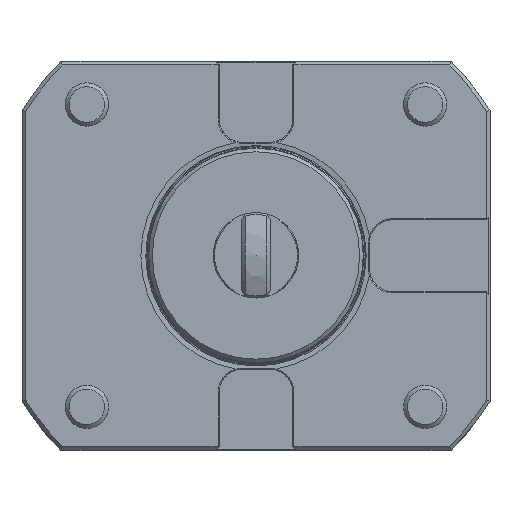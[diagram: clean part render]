
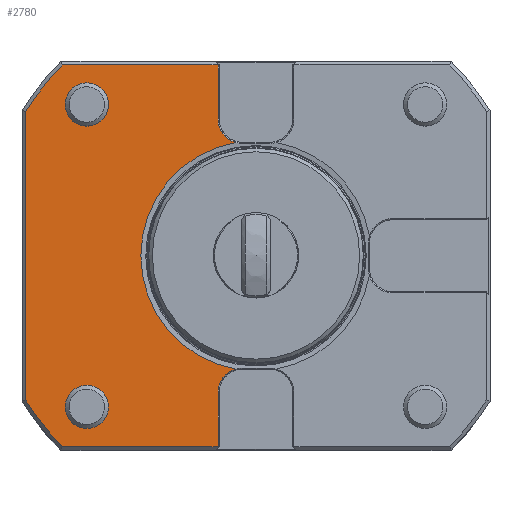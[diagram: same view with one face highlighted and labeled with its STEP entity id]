
A CAD part, top view. The second image highlights one B-rep face of the part: STEP entity #2780.
In plain terms, the highlighted planar face has unit normal (0, 0, 1).
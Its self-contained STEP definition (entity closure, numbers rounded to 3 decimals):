
#166=LINE('',#4740,#298);
#167=LINE('',#4754,#299);
#169=LINE('',#4758,#301);
#188=LINE('',#4869,#320);
#190=LINE('',#4873,#322);
#298=VECTOR('',#3522,1000.);
#299=VECTOR('',#3529,1000.);
#301=VECTOR('',#3533,1000.);
#320=VECTOR('',#3614,1000.);
#322=VECTOR('',#3618,1000.);
#862=ORIENTED_EDGE('',*,*,#1432,.F.);
#863=ORIENTED_EDGE('',*,*,#1433,.F.);
#864=ORIENTED_EDGE('',*,*,#1431,.T.);
#865=ORIENTED_EDGE('',*,*,#1429,.T.);
#866=ORIENTED_EDGE('',*,*,#1427,.T.);
#867=ORIENTED_EDGE('',*,*,#1419,.T.);
#868=ORIENTED_EDGE('',*,*,#1390,.T.);
#869=ORIENTED_EDGE('',*,*,#1388,.T.);
#870=ORIENTED_EDGE('',*,*,#1386,.T.);
#871=ORIENTED_EDGE('',*,*,#1384,.T.);
#872=ORIENTED_EDGE('',*,*,#1382,.T.);
#873=ORIENTED_EDGE('',*,*,#1380,.T.);
#1380=EDGE_CURVE('',#1710,#1709,#1902,.T.);
#1382=EDGE_CURVE('',#1711,#1710,#166,.T.);
#1384=EDGE_CURVE('',#1712,#1711,#1903,.T.);
#1386=EDGE_CURVE('',#1713,#1712,#167,.T.);
#1388=EDGE_CURVE('',#1714,#1713,#169,.T.);
#1390=EDGE_CURVE('',#1715,#1714,#1904,.F.);
#1419=EDGE_CURVE('',#1730,#1715,#1912,.T.);
#1427=EDGE_CURVE('',#1734,#1730,#1915,.F.);
#1429=EDGE_CURVE('',#1735,#1734,#188,.T.);
#1431=EDGE_CURVE('',#1709,#1735,#190,.T.);
#1432=EDGE_CURVE('',#1736,#1736,#1916,.T.);
#1433=EDGE_CURVE('',#1737,#1737,#1917,.T.);
#1709=VERTEX_POINT('',#4732);
#1710=VERTEX_POINT('',#4734);
#1711=VERTEX_POINT('',#4741);
#1712=VERTEX_POINT('',#4748);
#1713=VERTEX_POINT('',#4755);
#1714=VERTEX_POINT('',#4759);
#1715=VERTEX_POINT('',#4763);
#1730=VERTEX_POINT('',#4846);
#1734=VERTEX_POINT('',#4866);
#1735=VERTEX_POINT('',#4870);
#1736=VERTEX_POINT('',#4876);
#1737=VERTEX_POINT('',#4878);
#1902=CIRCLE('',#2993,75.5);
#1903=CIRCLE('',#2996,75.5);
#1904=CIRCLE('',#3000,6.8);
#1912=CIRCLE('',#3020,31.979);
#1915=CIRCLE('',#3028,6.8);
#1916=CIRCLE('',#3032,6.);
#1917=CIRCLE('',#3033,6.);
#2121=EDGE_LOOP('',(#862));
#2122=EDGE_LOOP('',(#863));
#2123=EDGE_LOOP('',(#864,#865,#866,#867,#868,#869,#870,#871,#872,#873));
#2414=FACE_BOUND('',#2121,.T.);
#2415=FACE_BOUND('',#2122,.T.);
#2416=FACE_BOUND('',#2123,.T.);
#2656=PLANE('',#3031);
#2780=ADVANCED_FACE('',(#2414,#2415,#2416),#2656,.T.);
#2993=AXIS2_PLACEMENT_3D('',#4733,#3518,#3519);
#2996=AXIS2_PLACEMENT_3D('',#4747,#3525,#3526);
#3000=AXIS2_PLACEMENT_3D('',#4762,#3537,#3538);
#3020=AXIS2_PLACEMENT_3D('',#4845,#3589,#3590);
#3028=AXIS2_PLACEMENT_3D('',#4865,#3609,#3610);
#3031=AXIS2_PLACEMENT_3D('',#4874,#3619,#3620);
#3032=AXIS2_PLACEMENT_3D('',#4875,#3621,#3622);
#3033=AXIS2_PLACEMENT_3D('',#4877,#3623,#3624);
#3518=DIRECTION('',(0.,0.,1.));
#3519=DIRECTION('',(-1.,0.,0.));
#3522=DIRECTION('',(0.,-1.,0.));
#3525=DIRECTION('',(0.,0.,1.));
#3526=DIRECTION('',(-1.,0.,0.));
#3529=DIRECTION('',(-1.,0.,0.));
#3533=DIRECTION('',(0.,1.,0.));
#3537=DIRECTION('',(0.,0.,1.));
#3538=DIRECTION('',(-1.,0.,0.));
#3589=DIRECTION('',(0.,0.,-1.));
#3590=DIRECTION('',(1.,0.,0.));
#3609=DIRECTION('',(0.,0.,1.));
#3610=DIRECTION('',(-1.,0.,0.));
#3614=DIRECTION('',(0.,1.,0.));
#3618=DIRECTION('',(1.,0.,0.));
#3619=DIRECTION('',(0.,0.,1.));
#3620=DIRECTION('',(-1.,0.,0.));
#3621=DIRECTION('',(0.,0.,1.));
#3622=DIRECTION('',(1.,0.,0.));
#3623=DIRECTION('',(0.,0.,1.));
#3624=DIRECTION('',(1.,0.,0.));
#4732=CARTESIAN_POINT('',(-53.77,-53.,0.));
#4733=CARTESIAN_POINT('',(0.,0.,0.));
#4734=CARTESIAN_POINT('',(-64.,-40.053,0.));
#4740=CARTESIAN_POINT('',(-64.,-40.339,0.));
#4741=CARTESIAN_POINT('',(-64.,40.053,0.));
#4747=CARTESIAN_POINT('',(0.,0.,0.));
#4748=CARTESIAN_POINT('',(-53.77,53.,0.));
#4754=CARTESIAN_POINT('',(-54.187,53.,0.));
#4755=CARTESIAN_POINT('',(-10.55,53.,0.));
#4758=CARTESIAN_POINT('',(-10.55,53.,0.));
#4759=CARTESIAN_POINT('',(-10.55,38.,0.));
#4762=CARTESIAN_POINT('',(-3.75,38.,0.));
#4763=CARTESIAN_POINT('',(-5.661,31.474,0.));
#4845=CARTESIAN_POINT('',(0.,0.,0.));
#4846=CARTESIAN_POINT('',(-5.661,-31.474,0.));
#4865=CARTESIAN_POINT('',(-3.75,-38.,0.));
#4866=CARTESIAN_POINT('',(-10.55,-38.,0.));
#4869=CARTESIAN_POINT('',(-10.55,-38.,0.));
#4870=CARTESIAN_POINT('',(-10.55,-53.,0.));
#4873=CARTESIAN_POINT('',(-11.25,-53.,0.));
#4874=CARTESIAN_POINT('',(31.979,0.,0.));
#4875=CARTESIAN_POINT('',(-47.,42.,0.));
#4876=CARTESIAN_POINT('',(-41.,42.,0.));
#4877=CARTESIAN_POINT('',(-47.,-42.,0.));
#4878=CARTESIAN_POINT('',(-41.,-42.,0.));
